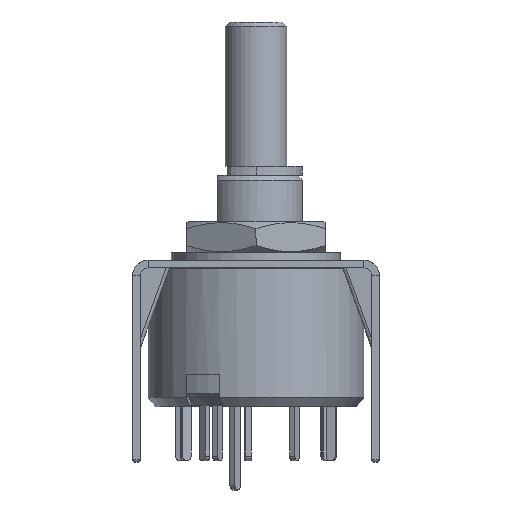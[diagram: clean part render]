
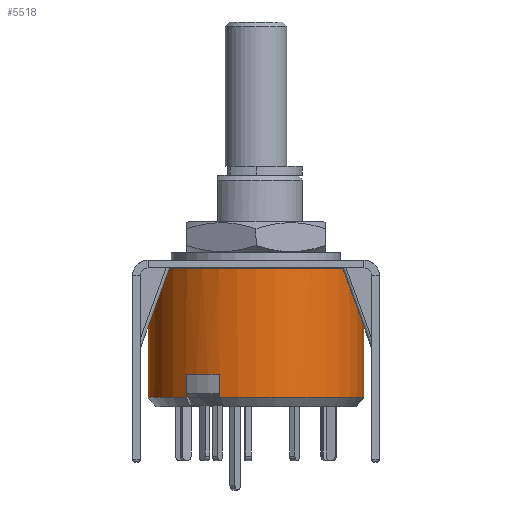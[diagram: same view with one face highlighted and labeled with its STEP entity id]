
A CAD part, front view. The second image highlights one B-rep face of the part: STEP entity #5518.
In plain terms, the highlighted cylindrical face has radius 7 mm (diameter 14 mm), a partial arc.
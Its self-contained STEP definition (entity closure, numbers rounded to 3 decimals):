
#134 = DIRECTION ( 'NONE',  ( 0., 0., -1. ) ) ;
#530 = DIRECTION ( 'NONE',  ( -1., 0., 0. ) ) ;
#1055 = DIRECTION ( 'NONE',  ( 0., 0., -1. ) ) ;
#1206 = DIRECTION ( 'NONE',  ( 0., 0., 1. ) ) ;
#1249 = CARTESIAN_POINT ( 'NONE',  ( 0., 0., -5.9 ) ) ;
#1859 = CARTESIAN_POINT ( 'NONE',  ( 0., 0., 0.95 ) ) ;
#2185 = CARTESIAN_POINT ( 'NONE',  ( -4.526, -5.34, -5.9 ) ) ;
#2221 = CYLINDRICAL_SURFACE ( 'NONE', #6527, 7. ) ;
#2425 = CARTESIAN_POINT ( 'NONE',  ( -4.526, -5.34, -7.4 ) ) ;
#2740 = VECTOR ( 'NONE', #1206, 1000. ) ;
#3138 = DIRECTION ( 'NONE',  ( 0., 0., -1. ) ) ;
#3203 = CARTESIAN_POINT ( 'NONE',  ( -2.361, -6.59, -7.4 ) ) ;
#3242 = ORIENTED_EDGE ( 'NONE', *, *, #6515, .F. ) ;
#3298 = CIRCLE ( 'NONE', #6753, 7. ) ;
#3311 = VERTEX_POINT ( 'NONE', #2425 ) ;
#3426 = EDGE_CURVE ( 'NONE', #12597, #11587, #8145, .T. ) ;
#3757 = DIRECTION ( 'NONE',  ( 0., 0., -1. ) ) ;
#4032 = DIRECTION ( 'NONE',  ( 0., 0., -1. ) ) ;
#4511 = CIRCLE ( 'NONE', #15616, 7. ) ;
#4987 = DIRECTION ( 'NONE',  ( 1., 0., 0. ) ) ;
#5064 = CARTESIAN_POINT ( 'NONE',  ( -4.526, -5.34, 9. ) ) ;
#5098 = CARTESIAN_POINT ( 'NONE',  ( 0., 0., -7.4 ) ) ;
#5244 = LINE ( 'NONE', #5064, #2740 ) ;
#5518 = ADVANCED_FACE ( 'NONE', ( #8026 ), #2221, .T. ) ;
#6022 = EDGE_CURVE ( 'NONE', #12597, #11662, #15622, .T. ) ;
#6060 = AXIS2_PLACEMENT_3D ( 'NONE', #1249, #8742, #11242 ) ;
#6241 = ORIENTED_EDGE ( 'NONE', *, *, #13909, .T. ) ;
#6275 = ORIENTED_EDGE ( 'NONE', *, *, #13164, .T. ) ;
#6515 = EDGE_CURVE ( 'NONE', #11587, #15210, #4511, .T. ) ;
#6527 = AXIS2_PLACEMENT_3D ( 'NONE', #11489, #4032, #10297 ) ;
#6753 = AXIS2_PLACEMENT_3D ( 'NONE', #11255, #3757, #13701 ) ;
#6762 = DIRECTION ( 'NONE',  ( 0., 0., -1. ) ) ;
#7016 = VERTEX_POINT ( 'NONE', #2185 ) ;
#7273 = AXIS2_PLACEMENT_3D ( 'NONE', #1859, #6762, #530 ) ;
#7435 = ORIENTED_EDGE ( 'NONE', *, *, #8099, .T. ) ;
#8001 = CARTESIAN_POINT ( 'NONE',  ( 7., 0., -7.4 ) ) ;
#8026 = FACE_OUTER_BOUND ( 'NONE', #14094, .T. ) ;
#8099 = EDGE_CURVE ( 'NONE', #3311, #7016, #5244, .T. ) ;
#8131 = EDGE_CURVE ( 'NONE', #3311, #15130, #3298, .T. ) ;
#8145 = LINE ( 'NONE', #9910, #13019 ) ;
#8742 = DIRECTION ( 'NONE',  ( 0., 0., 1. ) ) ;
#8776 = DIRECTION ( 'NONE',  ( 0., 0., -1. ) ) ;
#8905 = ORIENTED_EDGE ( 'NONE', *, *, #3426, .F. ) ;
#9044 = ORIENTED_EDGE ( 'NONE', *, *, #10073, .T. ) ;
#9287 = ORIENTED_EDGE ( 'NONE', *, *, #8131, .F. ) ;
#9530 = CARTESIAN_POINT ( 'NONE',  ( -7., 0., 0.95 ) ) ;
#9910 = CARTESIAN_POINT ( 'NONE',  ( 7., 0., 9. ) ) ;
#10073 = EDGE_CURVE ( 'NONE', #7016, #14859, #12813, .T. ) ;
#10297 = DIRECTION ( 'NONE',  ( -1., 0., 0. ) ) ;
#10495 = ORIENTED_EDGE ( 'NONE', *, *, #6022, .T. ) ;
#10498 = LINE ( 'NONE', #11036, #15142 ) ;
#11036 = CARTESIAN_POINT ( 'NONE',  ( -7., 0., 9. ) ) ;
#11242 = DIRECTION ( 'NONE',  ( -1., 0., 0. ) ) ;
#11255 = CARTESIAN_POINT ( 'NONE',  ( 0., 0., -7.4 ) ) ;
#11489 = CARTESIAN_POINT ( 'NONE',  ( 0., 0., 9. ) ) ;
#11587 = VERTEX_POINT ( 'NONE', #8001 ) ;
#11662 = VERTEX_POINT ( 'NONE', #9530 ) ;
#12061 = LINE ( 'NONE', #14374, #12838 ) ;
#12597 = VERTEX_POINT ( 'NONE', #12700 ) ;
#12700 = CARTESIAN_POINT ( 'NONE',  ( 7., 0., 0.95 ) ) ;
#12813 = CIRCLE ( 'NONE', #6060, 7. ) ;
#12838 = VECTOR ( 'NONE', #3138, 1000. ) ;
#13019 = VECTOR ( 'NONE', #8776, 1000. ) ;
#13164 = EDGE_CURVE ( 'NONE', #14859, #15210, #12061, .T. ) ;
#13701 = DIRECTION ( 'NONE',  ( 1., 0., 0. ) ) ;
#13909 = EDGE_CURVE ( 'NONE', #11662, #15130, #10498, .T. ) ;
#14094 = EDGE_LOOP ( 'NONE', ( #8905, #10495, #6241, #9287, #7435, #9044, #6275, #3242 ) ) ;
#14374 = CARTESIAN_POINT ( 'NONE',  ( -2.361, -6.59, 9. ) ) ;
#14859 = VERTEX_POINT ( 'NONE', #16002 ) ;
#15130 = VERTEX_POINT ( 'NONE', #15214 ) ;
#15142 = VECTOR ( 'NONE', #1055, 1000. ) ;
#15210 = VERTEX_POINT ( 'NONE', #3203 ) ;
#15214 = CARTESIAN_POINT ( 'NONE',  ( -7., 0., -7.4 ) ) ;
#15616 = AXIS2_PLACEMENT_3D ( 'NONE', #5098, #134, #4987 ) ;
#15622 = CIRCLE ( 'NONE', #7273, 7. ) ;
#16002 = CARTESIAN_POINT ( 'NONE',  ( -2.361, -6.59, -5.9 ) ) ;
